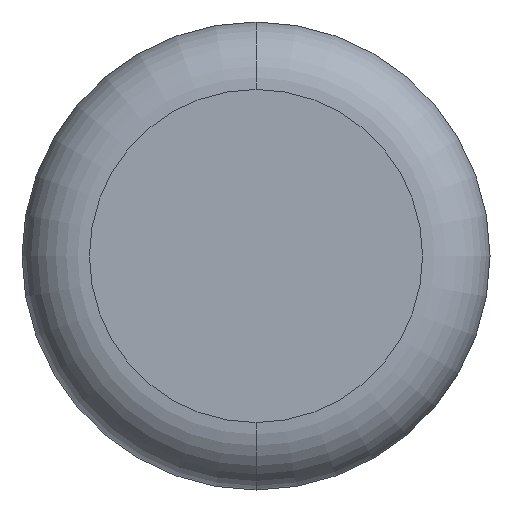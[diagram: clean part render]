
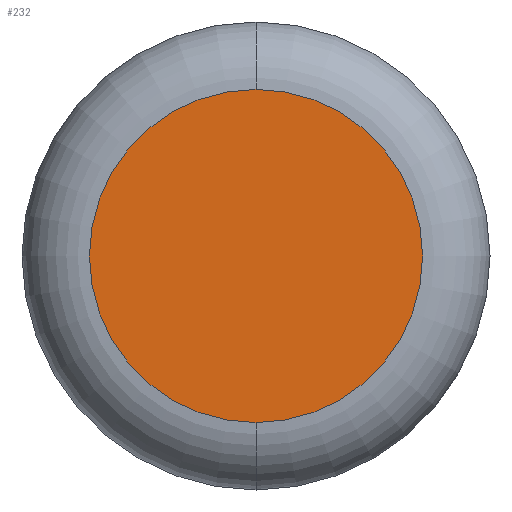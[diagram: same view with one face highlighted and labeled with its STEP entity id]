
A CAD part, front view. The second image highlights one B-rep face of the part: STEP entity #232.
In plain terms, the highlighted planar face has unit normal (0, -1, 0).
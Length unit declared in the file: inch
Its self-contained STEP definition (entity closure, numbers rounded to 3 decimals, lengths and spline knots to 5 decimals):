
#45 = DIRECTION ( 'NONE',  ( 0., 0., -1. ) ) ;
#62 = AXIS2_PLACEMENT_3D ( 'NONE', #147, #234, #364 ) ;
#68 = AXIS2_PLACEMENT_3D ( 'NONE', #100, #377, #45 ) ;
#73 = AXIS2_PLACEMENT_3D ( 'NONE', #233, #362, #198 ) ;
#100 = CARTESIAN_POINT ( 'NONE',  ( 0., 0., 0. ) ) ;
#102 = CARTESIAN_POINT ( 'NONE',  ( 0., 0., 0.2225 ) ) ;
#113 = ORIENTED_EDGE ( 'NONE', *, *, #353, .T. ) ;
#131 = FACE_OUTER_BOUND ( 'NONE', #372, .T. ) ;
#147 = CARTESIAN_POINT ( 'NONE',  ( 0., 0., 0. ) ) ;
#158 = PLANE ( 'NONE',  #73 ) ;
#198 = DIRECTION ( 'NONE',  ( 0., 0., -1. ) ) ;
#215 = VERTEX_POINT ( 'NONE', #102 ) ;
#231 = EDGE_CURVE ( 'NONE', #215, #237, #389, .T. ) ;
#232 = ADVANCED_FACE ( 'NONE', ( #131 ), #158, .T. ) ;
#233 = CARTESIAN_POINT ( 'NONE',  ( 0., 0., 0. ) ) ;
#234 = DIRECTION ( 'NONE',  ( 0., -1., 0. ) ) ;
#237 = VERTEX_POINT ( 'NONE', #335 ) ;
#303 = ORIENTED_EDGE ( 'NONE', *, *, #231, .T. ) ;
#335 = CARTESIAN_POINT ( 'NONE',  ( 0., 0., -0.2225 ) ) ;
#353 = EDGE_CURVE ( 'NONE', #237, #215, #357, .T. ) ;
#357 = CIRCLE ( 'NONE', #62, 0.2225 ) ;
#362 = DIRECTION ( 'NONE',  ( 0., -1., 0. ) ) ;
#364 = DIRECTION ( 'NONE',  ( 0., 0., -1. ) ) ;
#372 = EDGE_LOOP ( 'NONE', ( #113, #303 ) ) ;
#377 = DIRECTION ( 'NONE',  ( 0., -1., 0. ) ) ;
#389 = CIRCLE ( 'NONE', #68, 0.2225 ) ;
